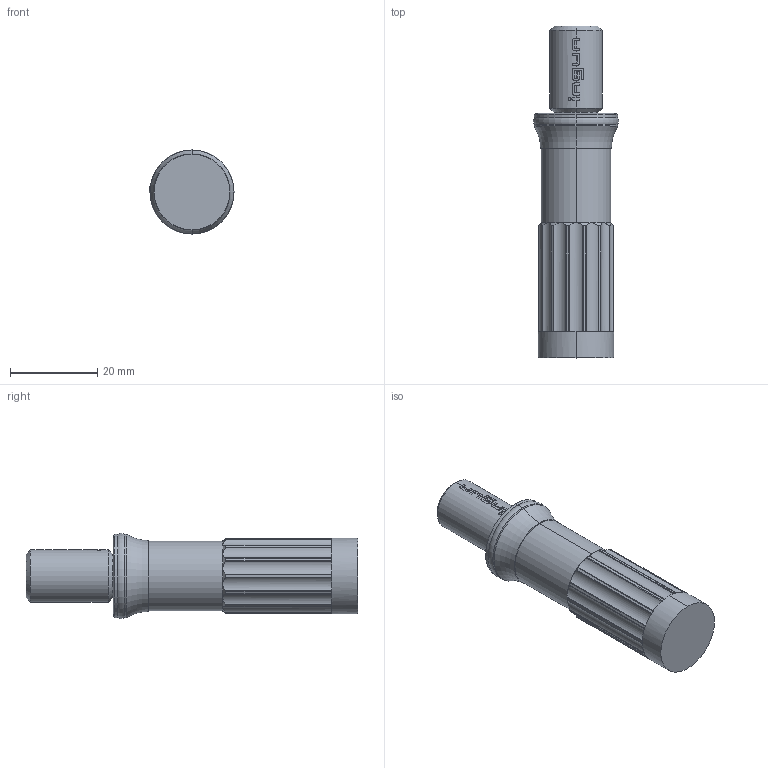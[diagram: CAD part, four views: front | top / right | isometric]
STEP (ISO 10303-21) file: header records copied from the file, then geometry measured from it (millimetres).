
FILE_DESCRIPTION (( 'STEP AP203' ), '1' );
FILE_NAME ('INGUN_DW-15.STEP', '2021-10-19T09:05:57', ( 'ochi' ), ( '' ), 'SwSTEP 2.0', 'SolidWorks 2018', '' );
FILE_SCHEMA (( 'CONFIG_CONTROL_DESIGN' ));
Length unit declared in the file: millimetre
Products named in the file (1): INGUN_DW-15
Bounding box: 19.49 x 76 x 19.49 mm (x, y, z)
Volume: 13776.3 mm3; surface area: 4848.7 mm2
Topology: 1 solids, 1 shells, 183 faces, 489 edges, 311 vertices
Faces by surface type: cylinder 82, plane 65, bspline 22, cone 8, torus 4, sphere 2
Entity records: 6268 total; most frequent: CARTESIAN_POINT 1824, ORIENTED_EDGE 970, DIRECTION 859, EDGE_CURVE 485, AXIS2_PLACEMENT_3D 346, VERTEX_POINT 309, EDGE_LOOP 188, CIRCLE 184
